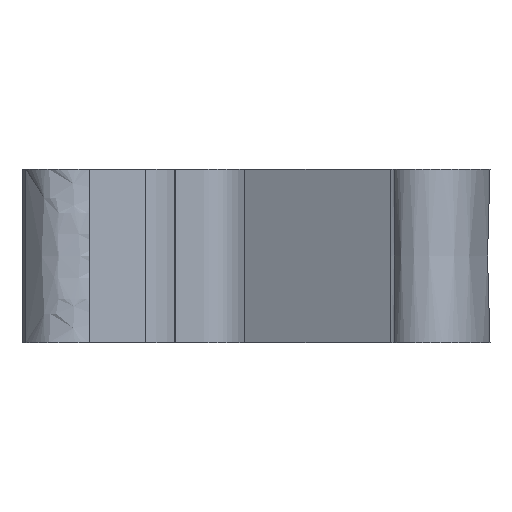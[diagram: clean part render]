
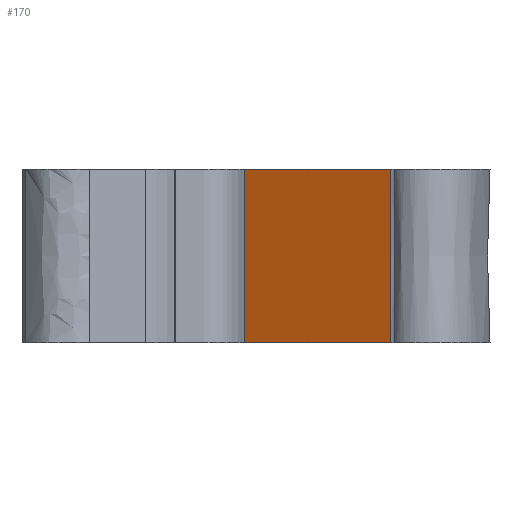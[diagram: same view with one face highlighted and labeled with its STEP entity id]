
A CAD part, left-side view. The second image highlights one B-rep face of the part: STEP entity #170.
In plain terms, the highlighted free-form (B-spline) face has degree [1, 3] with [2, 4] control points.
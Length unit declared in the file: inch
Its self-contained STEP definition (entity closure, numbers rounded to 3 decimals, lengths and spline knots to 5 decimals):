
#170=ADVANCED_FACE('',(#290),#1706,.T.);
#290=FACE_OUTER_BOUND('',#405,.T.);
#405=EDGE_LOOP('',(#712,#713,#714,#715));
#712=ORIENTED_EDGE('',*,*,#1051,.F.);
#713=ORIENTED_EDGE('',*,*,#1050,.F.);
#714=ORIENTED_EDGE('',*,*,#1049,.T.);
#715=ORIENTED_EDGE('',*,*,#1046,.T.);
#1046=EDGE_CURVE('',#1551,#1550,#1310,.T.);
#1049=EDGE_CURVE('',#1553,#1551,#1313,.T.);
#1050=EDGE_CURVE('',#1553,#1554,#1314,.T.);
#1051=EDGE_CURVE('',#1554,#1550,#1315,.T.);
#1310=B_SPLINE_CURVE_WITH_KNOTS('',3,(#5851,#5852,#5853,#5854),
 .UNSPECIFIED.,.F.,.F.,(4,4),(6.,7.),.UNSPECIFIED.);
#1313=B_SPLINE_CURVE_WITH_KNOTS('',1,(#5876,#5877),.UNSPECIFIED.,.F.,.F.,
(2,2),(-4.6947,0.),.UNSPECIFIED.);
#1314=B_SPLINE_CURVE_WITH_KNOTS('',3,(#5878,#5879,#5880,#5881),
 .UNSPECIFIED.,.F.,.F.,(4,4),(6.,7.),.UNSPECIFIED.);
#1315=B_SPLINE_CURVE_WITH_KNOTS('',1,(#5882,#5883),.UNSPECIFIED.,.F.,.F.,
(2,2),(-4.6947,0.),.UNSPECIFIED.);
#1550=VERTEX_POINT('',#5818);
#1551=VERTEX_POINT('',#5819);
#1553=VERTEX_POINT('',#5821);
#1554=VERTEX_POINT('',#5822);
#1706=B_SPLINE_SURFACE_WITH_KNOTS('',1,3,((#5791,#5792,#5793,#5794),(#5795,
#5796,#5797,#5798)),.UNSPECIFIED.,.F.,.F.,.F.,(2,2),(4,4),(0.,4.6947),
(-7.,-6.),.UNSPECIFIED.);
#5791=CARTESIAN_POINT('',(1.0912,3.1229,0.));
#5792=CARTESIAN_POINT('',(1.0912,3.1229,0.));
#5793=CARTESIAN_POINT('',(3.10824,7.08122,0.));
#5794=CARTESIAN_POINT('',(3.10824,7.08122,0.));
#5795=CARTESIAN_POINT('',(1.0912,3.1229,4.6947));
#5796=CARTESIAN_POINT('',(1.0912,3.1229,4.6947));
#5797=CARTESIAN_POINT('',(3.10824,7.08122,4.6947));
#5798=CARTESIAN_POINT('',(3.10824,7.08122,4.6947));
#5818=CARTESIAN_POINT('',(1.0912,3.1229,0.));
#5819=CARTESIAN_POINT('',(3.10824,7.08122,0.));
#5821=CARTESIAN_POINT('',(3.10824,7.08122,4.6947));
#5822=CARTESIAN_POINT('',(1.0912,3.1229,4.6947));
#5851=CARTESIAN_POINT('',(3.10824,7.08122,0.));
#5852=CARTESIAN_POINT('',(3.10824,7.08122,0.));
#5853=CARTESIAN_POINT('',(1.0912,3.1229,0.));
#5854=CARTESIAN_POINT('',(1.0912,3.1229,0.));
#5876=CARTESIAN_POINT('',(3.10824,7.08122,4.6947));
#5877=CARTESIAN_POINT('',(3.10824,7.08122,0.));
#5878=CARTESIAN_POINT('',(3.10824,7.08122,4.6947));
#5879=CARTESIAN_POINT('',(3.10824,7.08122,4.6947));
#5880=CARTESIAN_POINT('',(1.0912,3.1229,4.6947));
#5881=CARTESIAN_POINT('',(1.0912,3.1229,4.6947));
#5882=CARTESIAN_POINT('',(1.0912,3.1229,4.6947));
#5883=CARTESIAN_POINT('',(1.0912,3.1229,0.));
